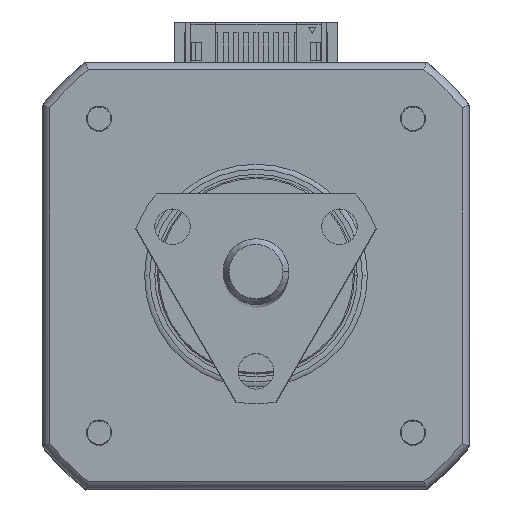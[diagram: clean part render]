
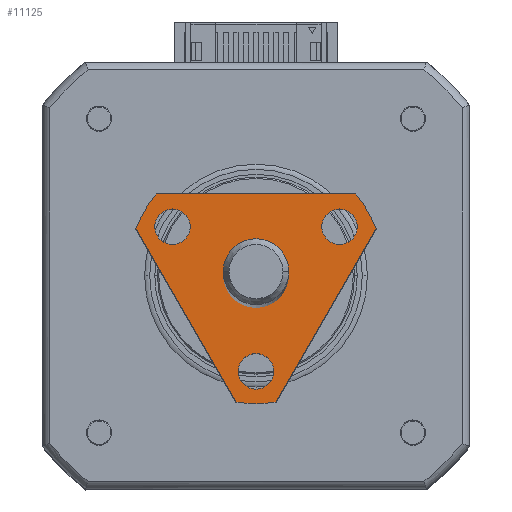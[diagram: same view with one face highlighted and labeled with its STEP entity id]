
A CAD part, top view. The second image highlights one B-rep face of the part: STEP entity #11125.
In plain terms, the highlighted planar face has unit normal (0, 0, 1).
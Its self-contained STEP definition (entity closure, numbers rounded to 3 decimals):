
#729 = DIRECTION ( 'NONE',  ( 1., 0., 0. ) ) ;
#1002 = VERTEX_POINT ( 'NONE', #18185 ) ;
#1152 = FACE_BOUND ( 'NONE', #5014, .T. ) ;
#1283 = CARTESIAN_POINT ( 'NONE',  ( -3.012, 8.249, 34. ) ) ;
#1665 = CARTESIAN_POINT ( 'NONE',  ( -4.762, 8.249, 34. ) ) ;
#1691 = CARTESIAN_POINT ( 'NONE',  ( -6.512, 8.249, 34. ) ) ;
#2917 = EDGE_CURVE ( 'NONE', #9342, #13561, #34531, .T. ) ;
#2992 = EDGE_CURVE ( 'NONE', #12500, #9546, #7691, .T. ) ;
#3028 = VECTOR ( 'NONE', #12863, 1000. ) ;
#3321 = VERTEX_POINT ( 'NONE', #13847 ) ;
#3346 = VERTEX_POINT ( 'NONE', #19437 ) ;
#3739 = CARTESIAN_POINT ( 'NONE',  ( 0., 0., 34. ) ) ;
#4506 = DIRECTION ( 'NONE',  ( 0., 0., 1. ) ) ;
#5014 = EDGE_LOOP ( 'NONE', ( #31806, #26500 ) ) ;
#5030 = FACE_BOUND ( 'NONE', #10624, .T. ) ;
#6182 = ORIENTED_EDGE ( 'NONE', *, *, #13364, .F. ) ;
#6357 = EDGE_CURVE ( 'NONE', #29191, #12500, #21056, .T. ) ;
#6374 = DIRECTION ( 'NONE',  ( 0., 0., -1. ) ) ;
#6635 = ORIENTED_EDGE ( 'NONE', *, *, #15430, .F. ) ;
#7264 = VERTEX_POINT ( 'NONE', #8378 ) ;
#7575 = ORIENTED_EDGE ( 'NONE', *, *, #24513, .F. ) ;
#7605 = VERTEX_POINT ( 'NONE', #20362 ) ;
#7691 = CIRCLE ( 'NONE', #16904, 12.7 ) ;
#7850 = DIRECTION ( 'NONE',  ( 0., 0., 1. ) ) ;
#8378 = CARTESIAN_POINT ( 'NONE',  ( -3.012, -8.249, 34. ) ) ;
#8401 = AXIS2_PLACEMENT_3D ( 'NONE', #21039, #4506, #26724 ) ;
#8415 = VERTEX_POINT ( 'NONE', #1691 ) ;
#9342 = VERTEX_POINT ( 'NONE', #10768 ) ;
#9389 = EDGE_CURVE ( 'NONE', #32236, #19607, #14149, .T. ) ;
#9546 = VERTEX_POINT ( 'NONE', #16654 ) ;
#9845 = ORIENTED_EDGE ( 'NONE', *, *, #14429, .F. ) ;
#9942 = ORIENTED_EDGE ( 'NONE', *, *, #2917, .F. ) ;
#10068 = DIRECTION ( 'NONE',  ( 0., 0., 1. ) ) ;
#10124 = CARTESIAN_POINT ( 'NONE',  ( -4.542, -11.86, 34. ) ) ;
#10467 = AXIS2_PLACEMENT_3D ( 'NONE', #1665, #10068, #34878 ) ;
#10538 = CARTESIAN_POINT ( 'NONE',  ( 0., 0., 34. ) ) ;
#10624 = EDGE_LOOP ( 'NONE', ( #9845, #6182 ) ) ;
#10768 = CARTESIAN_POINT ( 'NONE',  ( 12.542, 1.996, 34. ) ) ;
#10941 = EDGE_LOOP ( 'NONE', ( #32672, #18216 ) ) ;
#11049 = DIRECTION ( 'NONE',  ( 0., 0., 1. ) ) ;
#11125 = ADVANCED_FACE ( 'NONE', ( #12332, #1152, #21846, #5030, #26217 ), #29923, .F. ) ;
#12294 = CARTESIAN_POINT ( 'NONE',  ( -8., 9.864, 34. ) ) ;
#12332 = FACE_BOUND ( 'NONE', #24591, .T. ) ;
#12417 = EDGE_CURVE ( 'NONE', #25081, #3321, #19229, .T. ) ;
#12500 = VERTEX_POINT ( 'NONE', #10124 ) ;
#12551 = DIRECTION ( 'NONE',  ( 1., 0., 0. ) ) ;
#12863 = DIRECTION ( 'NONE',  ( 0.866, -0.5, 0. ) ) ;
#13364 = EDGE_CURVE ( 'NONE', #33221, #8415, #22478, .T. ) ;
#13400 = CIRCLE ( 'NONE', #10467, 1.75 ) ;
#13561 = VERTEX_POINT ( 'NONE', #23316 ) ;
#13847 = CARTESIAN_POINT ( 'NONE',  ( -4.542, 11.86, 34. ) ) ;
#14149 = CIRCLE ( 'NONE', #19594, 3. ) ;
#14215 = EDGE_CURVE ( 'NONE', #3346, #1002, #24231, .T. ) ;
#14429 = EDGE_CURVE ( 'NONE', #8415, #33221, #13400, .T. ) ;
#14565 = DIRECTION ( 'NONE',  ( 0., 0., -1. ) ) ;
#15153 = DIRECTION ( 'NONE',  ( -1., 0., 0. ) ) ;
#15430 = EDGE_CURVE ( 'NONE', #19607, #32236, #27043, .T. ) ;
#15684 = CARTESIAN_POINT ( 'NONE',  ( -3., 0., 34. ) ) ;
#16373 = LINE ( 'NONE', #18680, #3028 ) ;
#16654 = CARTESIAN_POINT ( 'NONE',  ( -8., -9.864, 34. ) ) ;
#16904 = AXIS2_PLACEMENT_3D ( 'NONE', #3739, #6374, #34195 ) ;
#16920 = DIRECTION ( 'NONE',  ( 0., 0., 1. ) ) ;
#17212 = DIRECTION ( 'NONE',  ( 0., 0., 1. ) ) ;
#17307 = DIRECTION ( 'NONE',  ( 0., 0., 1. ) ) ;
#17389 = AXIS2_PLACEMENT_3D ( 'NONE', #33575, #17212, #28348 ) ;
#18185 = CARTESIAN_POINT ( 'NONE',  ( 7.775, 0., 34. ) ) ;
#18216 = ORIENTED_EDGE ( 'NONE', *, *, #14215, .F. ) ;
#18284 = AXIS2_PLACEMENT_3D ( 'NONE', #24674, #7850, #27213 ) ;
#18680 = CARTESIAN_POINT ( 'NONE',  ( -4.542, 11.86, 34. ) ) ;
#18843 = DIRECTION ( 'NONE',  ( 0., 0., -1. ) ) ;
#19229 = CIRCLE ( 'NONE', #27770, 12.7 ) ;
#19279 = CARTESIAN_POINT ( 'NONE',  ( -4.762, -8.249, 34. ) ) ;
#19437 = CARTESIAN_POINT ( 'NONE',  ( 11.275, 0., 34. ) ) ;
#19594 = AXIS2_PLACEMENT_3D ( 'NONE', #19619, #16920, #22120 ) ;
#19607 = VERTEX_POINT ( 'NONE', #15684 ) ;
#19619 = CARTESIAN_POINT ( 'NONE',  ( 0., 0., 34. ) ) ;
#20335 = CARTESIAN_POINT ( 'NONE',  ( 3., 0., 34. ) ) ;
#20362 = CARTESIAN_POINT ( 'NONE',  ( -6.512, -8.249, 34. ) ) ;
#20820 = CIRCLE ( 'NONE', #30622, 1.75 ) ;
#20846 = EDGE_CURVE ( 'NONE', #9546, #25081, #28524, .T. ) ;
#21036 = CARTESIAN_POINT ( 'NONE',  ( -8., 0., 34. ) ) ;
#21039 = CARTESIAN_POINT ( 'NONE',  ( 0., 0., 34. ) ) ;
#21056 = LINE ( 'NONE', #27223, #28410 ) ;
#21364 = CIRCLE ( 'NONE', #28691, 1.75 ) ;
#21442 = DIRECTION ( 'NONE',  ( 0., 0., -1. ) ) ;
#21846 = FACE_BOUND ( 'NONE', #10941, .T. ) ;
#22078 = CARTESIAN_POINT ( 'NONE',  ( -4.762, -8.249, 34. ) ) ;
#22120 = DIRECTION ( 'NONE',  ( 1., 0., 0. ) ) ;
#22478 = CIRCLE ( 'NONE', #18284, 1.75 ) ;
#23088 = DIRECTION ( 'NONE',  ( 0., 0., -1. ) ) ;
#23262 = CARTESIAN_POINT ( 'NONE',  ( 12.542, -1.996, 34. ) ) ;
#23316 = CARTESIAN_POINT ( 'NONE',  ( 12.7, 0., 34. ) ) ;
#23397 = ORIENTED_EDGE ( 'NONE', *, *, #20846, .F. ) ;
#23932 = DIRECTION ( 'NONE',  ( 0., 1., 0. ) ) ;
#24045 = ORIENTED_EDGE ( 'NONE', *, *, #2992, .F. ) ;
#24231 = CIRCLE ( 'NONE', #17389, 1.75 ) ;
#24513 = EDGE_CURVE ( 'NONE', #3321, #9342, #16373, .T. ) ;
#24535 = DIRECTION ( 'NONE',  ( -1., 0., 0. ) ) ;
#24591 = EDGE_LOOP ( 'NONE', ( #28755, #6635 ) ) ;
#24674 = CARTESIAN_POINT ( 'NONE',  ( -4.762, 8.249, 34. ) ) ;
#25081 = VERTEX_POINT ( 'NONE', #12294 ) ;
#25307 = ORIENTED_EDGE ( 'NONE', *, *, #35271, .F. ) ;
#25482 = AXIS2_PLACEMENT_3D ( 'NONE', #19279, #11049, #30532 ) ;
#25707 = CARTESIAN_POINT ( 'NONE',  ( 0., 0., 34. ) ) ;
#26129 = CARTESIAN_POINT ( 'NONE',  ( 0., 0., 34. ) ) ;
#26212 = AXIS2_PLACEMENT_3D ( 'NONE', #25707, #14565, #729 ) ;
#26217 = FACE_OUTER_BOUND ( 'NONE', #29162, .T. ) ;
#26500 = ORIENTED_EDGE ( 'NONE', *, *, #28781, .F. ) ;
#26513 = CIRCLE ( 'NONE', #25482, 1.75 ) ;
#26724 = DIRECTION ( 'NONE',  ( 1., 0., 0. ) ) ;
#26874 = ORIENTED_EDGE ( 'NONE', *, *, #6357, .F. ) ;
#27043 = CIRCLE ( 'NONE', #8401, 3. ) ;
#27213 = DIRECTION ( 'NONE',  ( -1., 0., 0. ) ) ;
#27223 = CARTESIAN_POINT ( 'NONE',  ( 12.542, -1.996, 34. ) ) ;
#27506 = ORIENTED_EDGE ( 'NONE', *, *, #12417, .F. ) ;
#27624 = EDGE_CURVE ( 'NONE', #1002, #3346, #21364, .T. ) ;
#27770 = AXIS2_PLACEMENT_3D ( 'NONE', #26129, #23088, #12551 ) ;
#28348 = DIRECTION ( 'NONE',  ( -1., 0., 0. ) ) ;
#28410 = VECTOR ( 'NONE', #32649, 1000. ) ;
#28524 = LINE ( 'NONE', #21036, #34179 ) ;
#28691 = AXIS2_PLACEMENT_3D ( 'NONE', #31018, #17307, #33808 ) ;
#28755 = ORIENTED_EDGE ( 'NONE', *, *, #9389, .F. ) ;
#28781 = EDGE_CURVE ( 'NONE', #7264, #7605, #26513, .T. ) ;
#28870 = AXIS2_PLACEMENT_3D ( 'NONE', #29865, #18843, #32988 ) ;
#29162 = EDGE_LOOP ( 'NONE', ( #7575, #27506, #23397, #24045, #26874, #25307, #9942 ) ) ;
#29191 = VERTEX_POINT ( 'NONE', #23262 ) ;
#29391 = AXIS2_PLACEMENT_3D ( 'NONE', #10538, #21442, #15153 ) ;
#29865 = CARTESIAN_POINT ( 'NONE',  ( 0., 0., 34. ) ) ;
#29923 = PLANE ( 'NONE',  #29391 ) ;
#30285 = EDGE_CURVE ( 'NONE', #7605, #7264, #20820, .T. ) ;
#30532 = DIRECTION ( 'NONE',  ( -1., 0., 0. ) ) ;
#30622 = AXIS2_PLACEMENT_3D ( 'NONE', #22078, #33352, #24535 ) ;
#31018 = CARTESIAN_POINT ( 'NONE',  ( 9.525, 0., 34. ) ) ;
#31806 = ORIENTED_EDGE ( 'NONE', *, *, #30285, .F. ) ;
#32236 = VERTEX_POINT ( 'NONE', #20335 ) ;
#32649 = DIRECTION ( 'NONE',  ( -0.866, -0.5, 0. ) ) ;
#32672 = ORIENTED_EDGE ( 'NONE', *, *, #27624, .F. ) ;
#32988 = DIRECTION ( 'NONE',  ( 1., 0., 0. ) ) ;
#33221 = VERTEX_POINT ( 'NONE', #1283 ) ;
#33352 = DIRECTION ( 'NONE',  ( 0., 0., 1. ) ) ;
#33575 = CARTESIAN_POINT ( 'NONE',  ( 9.525, 0., 34. ) ) ;
#33808 = DIRECTION ( 'NONE',  ( -1., 0., 0. ) ) ;
#34179 = VECTOR ( 'NONE', #23932, 1000. ) ;
#34195 = DIRECTION ( 'NONE',  ( 1., 0., 0. ) ) ;
#34531 = CIRCLE ( 'NONE', #26212, 12.7 ) ;
#34878 = DIRECTION ( 'NONE',  ( -1., 0., 0. ) ) ;
#34933 = CIRCLE ( 'NONE', #28870, 12.7 ) ;
#35271 = EDGE_CURVE ( 'NONE', #13561, #29191, #34933, .T. ) ;
